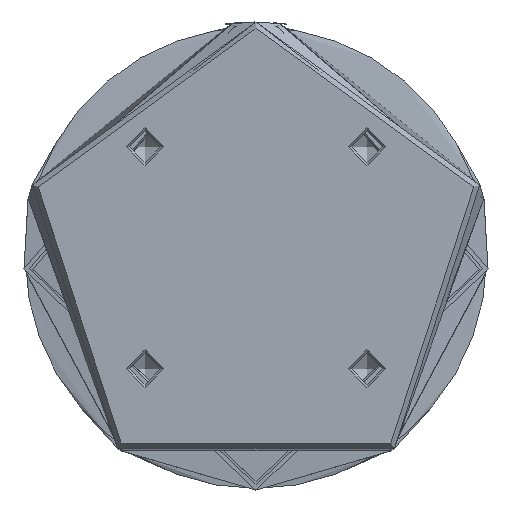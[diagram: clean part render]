
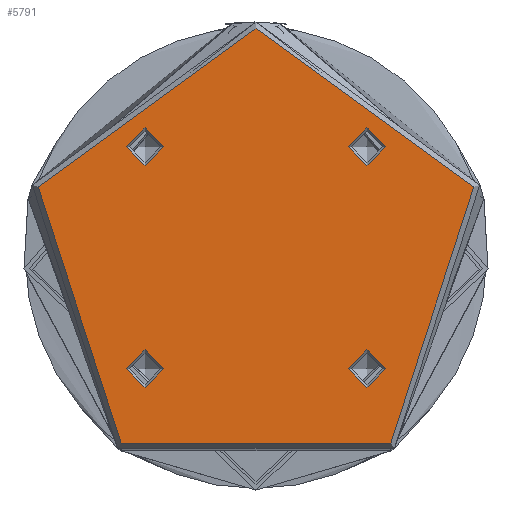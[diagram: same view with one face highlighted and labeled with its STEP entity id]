
A CAD part, front view. The second image highlights one B-rep face of the part: STEP entity #5791.
In plain terms, the highlighted face is planar.
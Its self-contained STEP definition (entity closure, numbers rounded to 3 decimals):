
#61 = CARTESIAN_POINT ( 'NONE',  ( 41.355, 35.355, 0. ) ) ;
#538 = DIRECTION ( 'NONE',  ( 0., 0., 1. ) ) ;
#878 = AXIS2_PLACEMENT_3D ( 'NONE', #2575, #6238, #3099 ) ;
#900 = EDGE_CURVE ( 'NONE', #5904, #5904, #1628, .T. ) ;
#1030 = CIRCLE ( 'NONE', #878, 6. ) ;
#1047 = CIRCLE ( 'NONE', #6331, 6. ) ;
#1111 = DIRECTION ( 'NONE',  ( 0., 0., -1. ) ) ;
#1128 = CARTESIAN_POINT ( 'NONE',  ( 41.355, -35.355, 0. ) ) ;
#1191 = DIRECTION ( 'NONE',  ( 0., 0., 1. ) ) ;
#1195 = EDGE_LOOP ( 'NONE', ( #3818 ) ) ;
#1340 = EDGE_CURVE ( 'NONE', #3553, #3553, #5347, .T. ) ;
#1548 = AXIS2_PLACEMENT_3D ( 'NONE', #5982, #2850, #6507 ) ;
#1584 = AXIS2_PLACEMENT_3D ( 'NONE', #4370, #1191, #4897 ) ;
#1628 = CIRCLE ( 'NONE', #2883, 6. ) ;
#1679 = FACE_OUTER_BOUND ( 'NONE', #2581, .T. ) ;
#1767 = FACE_BOUND ( 'NONE', #5977, .T. ) ;
#1957 = CARTESIAN_POINT ( 'NONE',  ( -35.355, -35.355, 0. ) ) ;
#2021 = ORIENTED_EDGE ( 'NONE', *, *, #900, .F. ) ;
#2477 = VERTEX_POINT ( 'NONE', #5893 ) ;
#2484 = DIRECTION ( 'NONE',  ( -1., 0., 0. ) ) ;
#2575 = CARTESIAN_POINT ( 'NONE',  ( -35.355, 35.355, 0. ) ) ;
#2581 = EDGE_LOOP ( 'NONE', ( #4855 ) ) ;
#2850 = DIRECTION ( 'NONE',  ( 0., 0., -1. ) ) ;
#2883 = AXIS2_PLACEMENT_3D ( 'NONE', #3742, #538, #4262 ) ;
#2900 = EDGE_LOOP ( 'NONE', ( #5581 ) ) ;
#3055 = AXIS2_PLACEMENT_3D ( 'NONE', #5314, #1111, #4820 ) ;
#3099 = DIRECTION ( 'NONE',  ( -1., 0., 0. ) ) ;
#3125 = VERTEX_POINT ( 'NONE', #5402 ) ;
#3170 = EDGE_CURVE ( 'NONE', #4536, #4536, #1047, .T. ) ;
#3223 = PLANE ( 'NONE',  #3055 ) ;
#3353 = FACE_BOUND ( 'NONE', #4069, .T. ) ;
#3553 = VERTEX_POINT ( 'NONE', #1128 ) ;
#3742 = CARTESIAN_POINT ( 'NONE',  ( 35.355, 35.355, 0. ) ) ;
#3754 = ORIENTED_EDGE ( 'NONE', *, *, #1340, .T. ) ;
#3818 = ORIENTED_EDGE ( 'NONE', *, *, #6286, .T. ) ;
#4069 = EDGE_LOOP ( 'NONE', ( #3754 ) ) ;
#4071 = EDGE_CURVE ( 'NONE', #2477, #2477, #6341, .T. ) ;
#4262 = DIRECTION ( 'NONE',  ( 1., 0., 0. ) ) ;
#4330 = CARTESIAN_POINT ( 'NONE',  ( -41.355, -35.355, 0. ) ) ;
#4370 = CARTESIAN_POINT ( 'NONE',  ( 0., 0., 0. ) ) ;
#4536 = VERTEX_POINT ( 'NONE', #4330 ) ;
#4675 = FACE_BOUND ( 'NONE', #1195, .T. ) ;
#4820 = DIRECTION ( 'NONE',  ( -1., 0., 0. ) ) ;
#4855 = ORIENTED_EDGE ( 'NONE', *, *, #4071, .T. ) ;
#4897 = DIRECTION ( 'NONE',  ( 1., 0., 0. ) ) ;
#5314 = CARTESIAN_POINT ( 'NONE',  ( 0., 0., 0. ) ) ;
#5347 = CIRCLE ( 'NONE', #1548, 6. ) ;
#5402 = CARTESIAN_POINT ( 'NONE',  ( -41.355, 35.355, 0. ) ) ;
#5581 = ORIENTED_EDGE ( 'NONE', *, *, #3170, .F. ) ;
#5633 = DIRECTION ( 'NONE',  ( 0., 0., 1. ) ) ;
#5791 = ADVANCED_FACE ( 'NONE', ( #6030, #4675, #3353, #1767, #1679 ), #3223, .F. ) ;
#5893 = CARTESIAN_POINT ( 'NONE',  ( 73., 0., 0. ) ) ;
#5904 = VERTEX_POINT ( 'NONE', #61 ) ;
#5977 = EDGE_LOOP ( 'NONE', ( #2021 ) ) ;
#5982 = CARTESIAN_POINT ( 'NONE',  ( 35.355, -35.355, 0. ) ) ;
#6030 = FACE_BOUND ( 'NONE', #2900, .T. ) ;
#6238 = DIRECTION ( 'NONE',  ( 0., 0., -1. ) ) ;
#6286 = EDGE_CURVE ( 'NONE', #3125, #3125, #1030, .T. ) ;
#6331 = AXIS2_PLACEMENT_3D ( 'NONE', #1957, #5633, #2484 ) ;
#6341 = CIRCLE ( 'NONE', #1584, 73. ) ;
#6507 = DIRECTION ( 'NONE',  ( 1., 0., 0. ) ) ;
